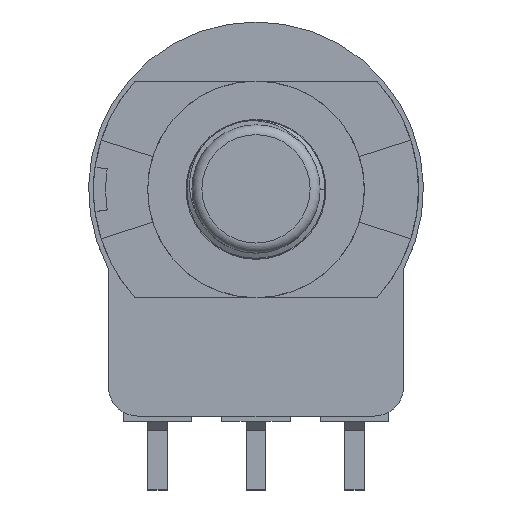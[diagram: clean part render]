
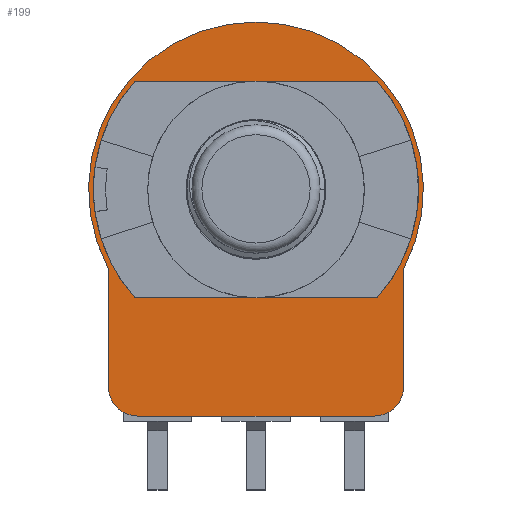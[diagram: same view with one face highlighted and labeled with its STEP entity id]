
A CAD part, top view. The second image highlights one B-rep face of the part: STEP entity #199.
In plain terms, the highlighted planar face has unit normal (0, 0, 1).
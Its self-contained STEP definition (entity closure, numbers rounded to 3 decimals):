
#74 = VERTEX_POINT('',#75);
#75 = CARTESIAN_POINT('',(-7.5,-4.,1.5));
#81 = EDGE_CURVE('',#74,#82,#84,.T.);
#82 = VERTEX_POINT('',#83);
#83 = CARTESIAN_POINT('',(-7.5,-10.,1.5));
#84 = LINE('',#85,#86);
#85 = CARTESIAN_POINT('',(-7.5,-4.,1.5));
#86 = VECTOR('',#87,1.);
#87 = DIRECTION('',(0.,-1.,0.));
#155 = VERTEX_POINT('',#156);
#156 = CARTESIAN_POINT('',(-6.,-11.5,1.5));
#162 = EDGE_CURVE('',#82,#155,#163,.T.);
#163 = CIRCLE('',#164,1.5);
#164 = AXIS2_PLACEMENT_3D('',#165,#166,#167);
#165 = CARTESIAN_POINT('',(-6.,-10.,1.5));
#166 = DIRECTION('',(-0.,0.,1.));
#167 = DIRECTION('',(0.,-1.,0.));
#179 = VERTEX_POINT('',#180);
#180 = CARTESIAN_POINT('',(7.5,-4.,1.5));
#186 = EDGE_CURVE('',#179,#74,#187,.T.);
#187 = CIRCLE('',#188,8.5);
#188 = AXIS2_PLACEMENT_3D('',#189,#190,#191);
#189 = CARTESIAN_POINT('',(0.,0.,1.5));
#190 = DIRECTION('',(0.,0.,1.));
#191 = DIRECTION('',(1.,0.,0.));
#199 = ADVANCED_FACE('',(#200),#228,.T.);
#200 = FACE_BOUND('',#201,.T.);
#201 = EDGE_LOOP('',(#202,#203,#204,#212,#221,#227));
#202 = ORIENTED_EDGE('',*,*,#81,.T.);
#203 = ORIENTED_EDGE('',*,*,#162,.T.);
#204 = ORIENTED_EDGE('',*,*,#205,.T.);
#205 = EDGE_CURVE('',#155,#206,#208,.T.);
#206 = VERTEX_POINT('',#207);
#207 = CARTESIAN_POINT('',(6.,-11.5,1.5));
#208 = LINE('',#209,#210);
#209 = CARTESIAN_POINT('',(-7.5,-11.5,1.5));
#210 = VECTOR('',#211,1.);
#211 = DIRECTION('',(1.,0.,0.));
#212 = ORIENTED_EDGE('',*,*,#213,.T.);
#213 = EDGE_CURVE('',#206,#214,#216,.T.);
#214 = VERTEX_POINT('',#215);
#215 = CARTESIAN_POINT('',(7.5,-10.,1.5));
#216 = CIRCLE('',#217,1.5);
#217 = AXIS2_PLACEMENT_3D('',#218,#219,#220);
#218 = CARTESIAN_POINT('',(6.,-10.,1.5));
#219 = DIRECTION('',(-0.,0.,1.));
#220 = DIRECTION('',(0.,-1.,0.));
#221 = ORIENTED_EDGE('',*,*,#222,.T.);
#222 = EDGE_CURVE('',#214,#179,#223,.T.);
#223 = LINE('',#224,#225);
#224 = CARTESIAN_POINT('',(7.5,-11.5,1.5));
#225 = VECTOR('',#226,1.);
#226 = DIRECTION('',(0.,1.,0.));
#227 = ORIENTED_EDGE('',*,*,#186,.T.);
#228 = PLANE('',#229);
#229 = AXIS2_PLACEMENT_3D('',#230,#231,#232);
#230 = CARTESIAN_POINT('',(0.,-3.05,1.5));
#231 = DIRECTION('',(0.,0.,1.));
#232 = DIRECTION('',(1.,0.,0.));
